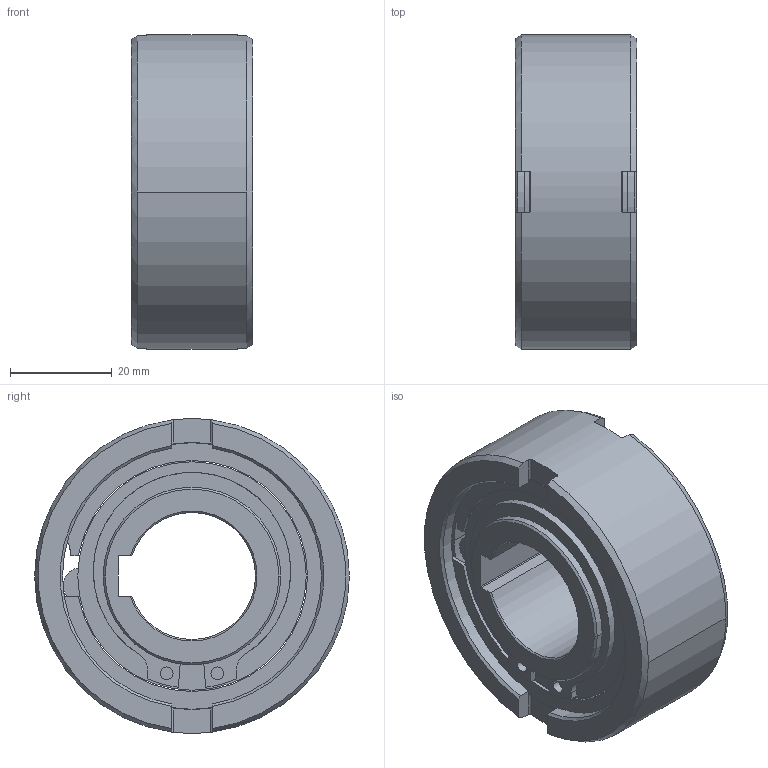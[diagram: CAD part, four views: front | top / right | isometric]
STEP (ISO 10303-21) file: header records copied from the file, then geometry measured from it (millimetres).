
FILE_DESCRIPTION((''),'2;1');
FILE_NAME('_CGS_TEMP_IGS','2023-05-22T',('SYSTEM'),(''),'PRO/ENGINEER BY PARAMETRIC TECHNOLOGY CORPORATION, 2016360','PRO/ENGINEER BY PARAMETRIC TECHNOLOGY CORPORATION, 2016360','');
FILE_SCHEMA(('AUTOMOTIVE_DESIGN { 1 0 10303 214 1 1 1 1 }'));
Length unit declared in the file: inch
Products named in the file (1): _CGS_TEMP_IGS
Bounding box: 24 x 62 x 61.95 mm (x, y, z)
Volume: 44616.6 mm3; surface area: 22958.8 mm2
Topology: 22 solids, 22 shells, 362 faces, 909 edges, 591 vertices
Faces by surface type: cylinder 121, plane 111, cone 66, bspline 48, torus 16
Entity records: 20929 total; most frequent: CARTESIAN_POINT 12287, ORIENTED_EDGE 1786, DIRECTION 1730, EDGE_CURVE 893, AXIS2_PLACEMENT_3D 719, VERTEX_POINT 591, CIRCLE 405, EDGE_LOOP 382
